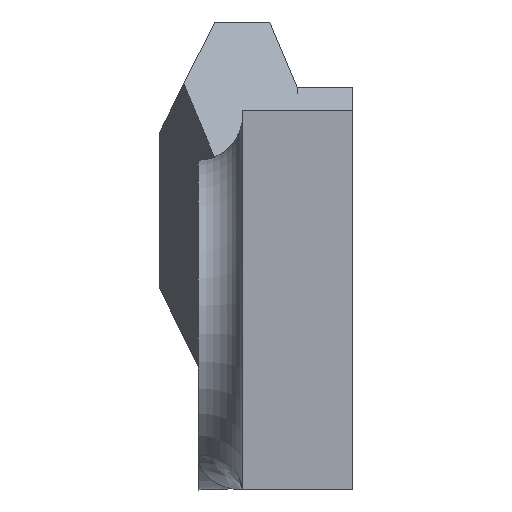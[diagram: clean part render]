
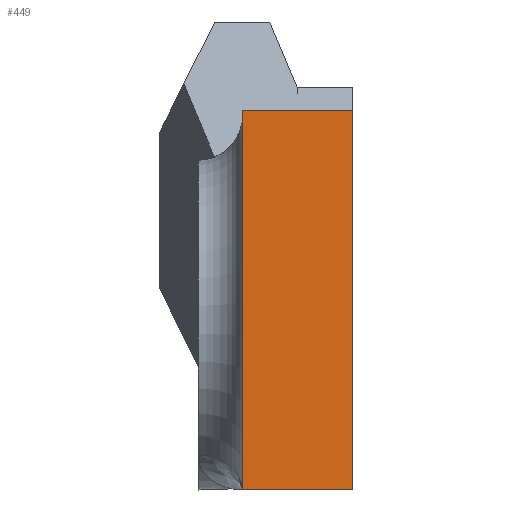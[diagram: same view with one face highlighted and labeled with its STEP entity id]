
A CAD part, front view. The second image highlights one B-rep face of the part: STEP entity #449.
In plain terms, the highlighted planar face has unit normal (0, -1, 0).
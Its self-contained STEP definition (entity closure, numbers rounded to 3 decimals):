
#51=FACE_OUTER_BOUND('',#79,.T.);
#79=EDGE_LOOP('',(#348,#349,#350,#351));
#99=LINE('',#652,#148);
#105=LINE('',#772,#154);
#114=LINE('',#791,#163);
#121=LINE('',#808,#170);
#148=VECTOR('',#525,1.);
#154=VECTOR('',#549,10.);
#163=VECTOR('',#566,1.);
#170=VECTOR('',#581,1.);
#196=VERTEX_POINT('',#649);
#197=VERTEX_POINT('',#651);
#205=VERTEX_POINT('',#769);
#206=VERTEX_POINT('',#771);
#236=EDGE_CURVE('',#196,#197,#99,.T.);
#250=EDGE_CURVE('',#205,#206,#105,.T.);
#260=EDGE_CURVE('',#197,#205,#114,.T.);
#268=EDGE_CURVE('',#196,#206,#121,.T.);
#348=ORIENTED_EDGE('',*,*,#260,.F.);
#349=ORIENTED_EDGE('',*,*,#236,.F.);
#350=ORIENTED_EDGE('',*,*,#268,.T.);
#351=ORIENTED_EDGE('',*,*,#250,.F.);
#425=PLANE('',#495);
#449=ADVANCED_FACE('',(#51),#425,.T.);
#495=AXIS2_PLACEMENT_3D('',#807,#579,#580);
#525=DIRECTION('',(0.,0.,-1.));
#549=DIRECTION('',(0.,0.,1.));
#566=DIRECTION('',(-1.,0.,0.));
#579=DIRECTION('center_axis',(0.,-1.,0.));
#580=DIRECTION('ref_axis',(0.,0.,1.));
#581=DIRECTION('',(-1.,0.,0.));
#649=CARTESIAN_POINT('',(-4.,-401.1,4.4));
#651=CARTESIAN_POINT('',(-4.,-401.1,-2.5));
#652=CARTESIAN_POINT('',(-4.,-401.1,0.95));
#769=CARTESIAN_POINT('',(-6.,-401.1,-2.5));
#771=CARTESIAN_POINT('',(-6.,-401.1,4.4));
#772=CARTESIAN_POINT('',(-6.,-401.1,-1.25));
#791=CARTESIAN_POINT('',(-5.75,-401.1,-2.5));
#807=CARTESIAN_POINT('Origin',(-5.,-401.1,-2.5));
#808=CARTESIAN_POINT('',(-5.75,-401.1,4.4));
